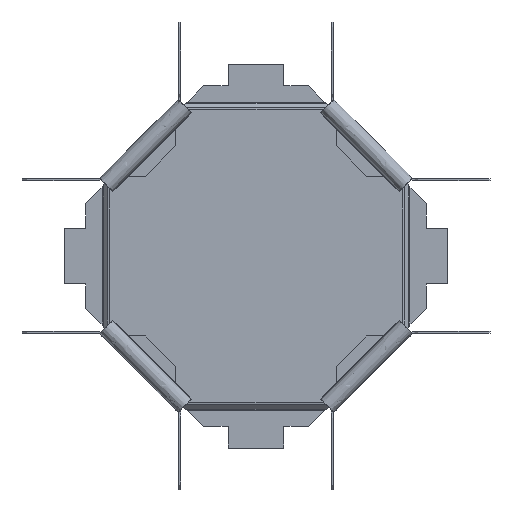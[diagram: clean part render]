
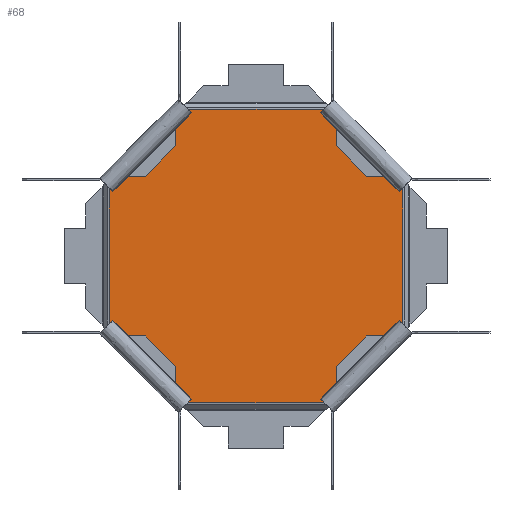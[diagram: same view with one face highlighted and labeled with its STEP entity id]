
A CAD part, top view. The second image highlights one B-rep face of the part: STEP entity #68.
In plain terms, the highlighted planar face has unit normal (0, 0, 1).
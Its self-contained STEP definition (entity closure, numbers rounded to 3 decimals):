
#68=ADVANCED_FACE('',(#326),#3826,.T.);
#326=FACE_OUTER_BOUND('',#584,.T.);
#584=EDGE_LOOP('',(#842,#843,#844,#845,#846,#847,#848,#849));
#842=ORIENTED_EDGE('',*,*,#2282,.F.);
#843=ORIENTED_EDGE('',*,*,#2123,.F.);
#844=ORIENTED_EDGE('',*,*,#2241,.F.);
#845=ORIENTED_EDGE('',*,*,#2124,.F.);
#846=ORIENTED_EDGE('',*,*,#2144,.F.);
#847=ORIENTED_EDGE('',*,*,#2125,.F.);
#848=ORIENTED_EDGE('',*,*,#2280,.F.);
#849=ORIENTED_EDGE('',*,*,#2122,.F.);
#2122=EDGE_CURVE('',#3379,#3380,#2770,.T.);
#2123=EDGE_CURVE('',#3382,#3378,#2771,.T.);
#2124=EDGE_CURVE('',#3384,#3383,#2772,.T.);
#2125=EDGE_CURVE('',#3381,#3385,#2773,.T.);
#2144=EDGE_CURVE('',#3385,#3384,#2792,.T.);
#2241=EDGE_CURVE('',#3383,#3382,#2889,.T.);
#2280=EDGE_CURVE('',#3380,#3381,#2928,.T.);
#2282=EDGE_CURVE('',#3378,#3379,#2930,.T.);
#2770=B_SPLINE_CURVE_WITH_KNOTS('',1,(#5274,#5275),.UNSPECIFIED.,.F.,.F.,
(2,2),(0.,100.053),.UNSPECIFIED.);
#2771=B_SPLINE_CURVE_WITH_KNOTS('',1,(#5276,#5277),.UNSPECIFIED.,.F.,.F.,
(2,2),(-100.053,0.),.UNSPECIFIED.);
#2772=B_SPLINE_CURVE_WITH_KNOTS('',1,(#5278,#5279),.UNSPECIFIED.,.F.,.F.,
(2,2),(-100.053,0.),.UNSPECIFIED.);
#2773=B_SPLINE_CURVE_WITH_KNOTS('',1,(#5280,#5281),.UNSPECIFIED.,.F.,.F.,
(2,2),(0.,100.053),.UNSPECIFIED.);
#2792=B_SPLINE_CURVE_WITH_KNOTS('',1,(#5334,#5335),.UNSPECIFIED.,.F.,.F.,
(2,2),(-63.574,0.),.UNSPECIFIED.);
#2889=B_SPLINE_CURVE_WITH_KNOTS('',1,(#5652,#5653),.UNSPECIFIED.,.F.,.F.,
(2,2),(-63.574,0.),.UNSPECIFIED.);
#2928=B_SPLINE_CURVE_WITH_KNOTS('',1,(#5746,#5747),.UNSPECIFIED.,.F.,.F.,
(2,2),(-63.574,0.),.UNSPECIFIED.);
#2930=B_SPLINE_CURVE_WITH_KNOTS('',1,(#5750,#5751),.UNSPECIFIED.,.F.,.F.,
(2,2),(-63.574,0.),.UNSPECIFIED.);
#3378=VERTEX_POINT('',#5162);
#3379=VERTEX_POINT('',#5163);
#3380=VERTEX_POINT('',#5164);
#3381=VERTEX_POINT('',#5165);
#3382=VERTEX_POINT('',#5166);
#3383=VERTEX_POINT('',#5167);
#3384=VERTEX_POINT('',#5168);
#3385=VERTEX_POINT('',#5169);
#3826=PLANE('',#4205);
#4205=AXIS2_PLACEMENT_3D('',#4624,#4414,$);
#4414=DIRECTION('',(0.,0.,1.));
#4624=CARTESIAN_POINT('',(-113.977,10.33,4.5));
#5162=CARTESIAN_POINT('',(-94.98,174.334,4.5));
#5163=CARTESIAN_POINT('',(-50.026,219.288,4.5));
#5164=CARTESIAN_POINT('',(50.026,219.288,4.5));
#5165=CARTESIAN_POINT('',(94.98,174.334,4.5));
#5166=CARTESIAN_POINT('',(-94.98,74.281,4.5));
#5167=CARTESIAN_POINT('',(-50.026,29.328,4.5));
#5168=CARTESIAN_POINT('',(50.026,29.328,4.5));
#5169=CARTESIAN_POINT('',(94.98,74.281,4.5));
#5274=CARTESIAN_POINT('',(-50.026,219.288,4.5));
#5275=CARTESIAN_POINT('',(50.026,219.288,4.5));
#5276=CARTESIAN_POINT('',(-94.98,74.281,4.5));
#5277=CARTESIAN_POINT('',(-94.98,174.334,4.5));
#5278=CARTESIAN_POINT('',(50.026,29.328,4.5));
#5279=CARTESIAN_POINT('',(-50.026,29.328,4.5));
#5280=CARTESIAN_POINT('',(94.98,174.334,4.5));
#5281=CARTESIAN_POINT('',(94.98,74.281,4.5));
#5334=CARTESIAN_POINT('',(94.98,74.281,4.5));
#5335=CARTESIAN_POINT('',(50.026,29.328,4.5));
#5652=CARTESIAN_POINT('',(-50.026,29.328,4.5));
#5653=CARTESIAN_POINT('',(-94.98,74.281,4.5));
#5746=CARTESIAN_POINT('',(50.026,219.288,4.5));
#5747=CARTESIAN_POINT('',(94.98,174.334,4.5));
#5750=CARTESIAN_POINT('',(-94.98,174.334,4.5));
#5751=CARTESIAN_POINT('',(-50.026,219.288,4.5));
